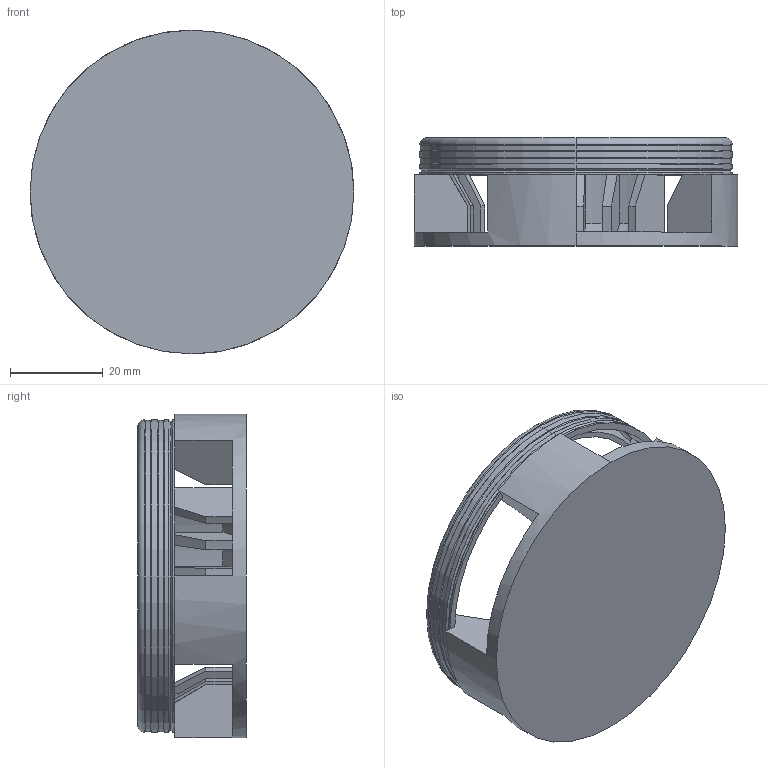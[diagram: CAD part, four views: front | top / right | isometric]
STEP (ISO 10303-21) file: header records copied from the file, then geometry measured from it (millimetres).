
FILE_DESCRIPTION (( 'STEP AP214' ), '1' );
FILE_NAME ('DrumpadTest_2.STEP', '2025-09-19T13:35:02', ( '' ), ( '' ), 'SwSTEP 2.0', 'SolidWorks 2024', '' );
FILE_SCHEMA (( 'AUTOMOTIVE_DESIGN' ));
Length unit declared in the file: millimetre
Products named in the file (1): DrumpadTest_2
Bounding box: 70 x 23.4 x 70 mm (x, y, z)
Volume: 22101.6 mm3; surface area: 16549.1 mm2
Topology: 1 solids, 1 shells, 110 faces, 306 edges, 192 vertices
Faces by surface type: plane 40, cylinder 38, cone 26, torus 6
Entity records: 3567 total; most frequent: DIRECTION 654, ORIENTED_EDGE 612, CARTESIAN_POINT 609, EDGE_CURVE 306, AXIS2_PLACEMENT_3D 237, VERTEX_POINT 192, LINE 180, VECTOR 180
